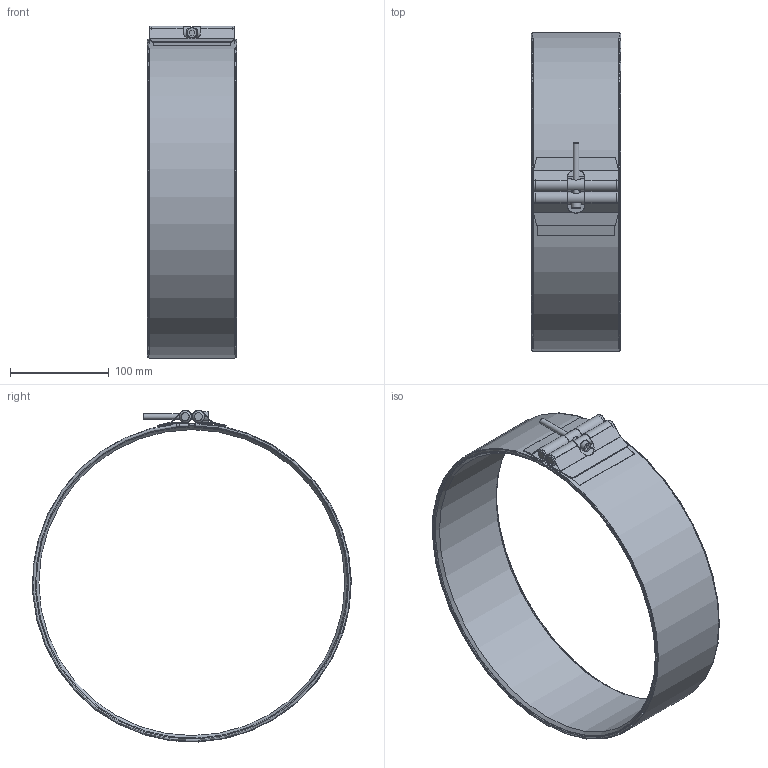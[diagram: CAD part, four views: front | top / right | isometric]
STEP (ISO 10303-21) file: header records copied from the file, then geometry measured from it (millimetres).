
FILE_DESCRIPTION(/* description */ (''),/* implementation_level */ '2;1');
FILE_NAME(/* name */ 'B11A-1016.stp',/* time_stamp */ '2014-07-21T08:29:00+02:00',/* author */ (''),/* organization */ (''),/* preprocessor_version */ 'ST-DEVELOPER v11',/* originating_system */ 'SIEMENS UGS NX 6.0',/* authorisation */ '');
FILE_SCHEMA (('CONFIG_CONTROL_DESIGN'));
Length unit declared in the file: millimetre
Products named in the file (1): perl8DC51peb
Bounding box: 90.5 x 322.62 x 336.15 mm (x, y, z)
Volume: 603596 mm3; surface area: 420827.5 mm2
Topology: 7 solids, 7 shells, 141 faces, 345 edges, 215 vertices
Faces by surface type: plane 77, cylinder 32, cone 23, torus 9
Full cylindrical faces by diameter (mm): 5 x1, 5.85 x1, 7 x1, 10 x1, 12 x2, 309.8 x1, 321.8 x1
Entity records: 4172 total; most frequent: CARTESIAN_POINT 837, DIRECTION 696, ORIENTED_EDGE 632, EDGE_CURVE 316, AXIS2_PLACEMENT_3D 253, VERTEX_POINT 208, LINE 190, VECTOR 190
